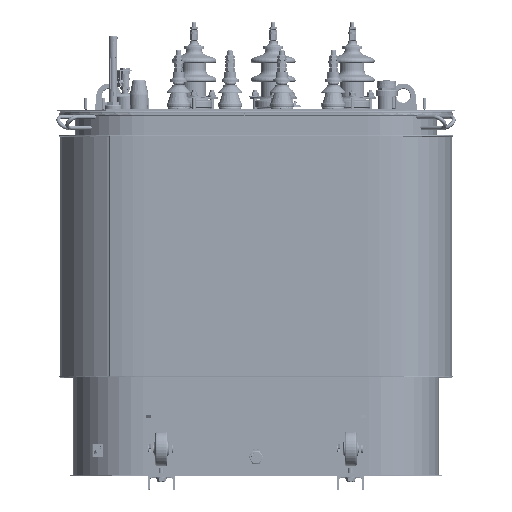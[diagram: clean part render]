
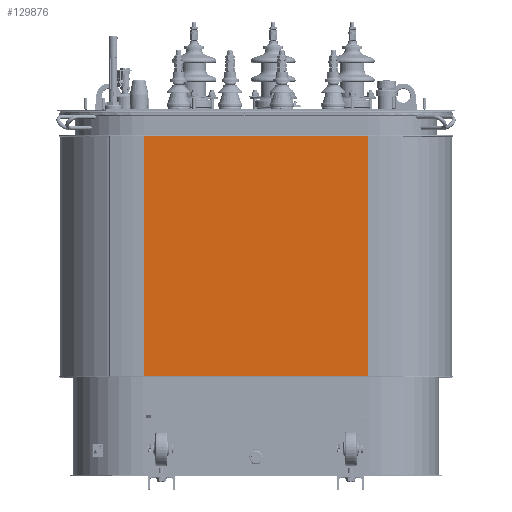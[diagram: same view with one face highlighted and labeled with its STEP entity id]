
A CAD part, top view. The second image highlights one B-rep face of the part: STEP entity #129876.
In plain terms, the highlighted planar face has unit normal (0, 0, -1).
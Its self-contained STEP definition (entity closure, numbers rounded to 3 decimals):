
#13919=LINE('',#251540,#22283);
#13920=LINE('',#251544,#22284);
#13921=LINE('',#251546,#22285);
#13922=LINE('',#251547,#22286);
#22283=VECTOR('',#169237,700.);
#22284=VECTOR('',#169242,650.);
#22285=VECTOR('',#169243,700.);
#22286=VECTOR('',#169244,650.);
#26931=PLANE('',#140257);
#36563=FACE_OUTER_BOUND('',#46204,.T.);
#46204=EDGE_LOOP('',(#113685,#113686,#113687,#113688));
#62158=VERTEX_POINT('',#251537);
#62159=VERTEX_POINT('',#251539);
#62160=VERTEX_POINT('',#251543);
#62161=VERTEX_POINT('',#251545);
#79199=EDGE_CURVE('',#62158,#62159,#13919,.T.);
#79201=EDGE_CURVE('',#62160,#62158,#13920,.T.);
#79202=EDGE_CURVE('',#62160,#62161,#13921,.T.);
#79203=EDGE_CURVE('',#62161,#62159,#13922,.T.);
#113685=ORIENTED_EDGE('',*,*,#79201,.F.);
#113686=ORIENTED_EDGE('',*,*,#79202,.T.);
#113687=ORIENTED_EDGE('',*,*,#79203,.T.);
#113688=ORIENTED_EDGE('',*,*,#79199,.F.);
#129876=ADVANCED_FACE('',(#36563),#26931,.F.);
#140257=AXIS2_PLACEMENT_3D('',#251542,#169240,#169241);
#169237=DIRECTION('',(0.,1.,0.));
#169240=DIRECTION('center_axis',(0.,0.,1.));
#169241=DIRECTION('ref_axis',(1.,0.,0.));
#169242=DIRECTION('',(1.,0.,0.));
#169243=DIRECTION('',(0.,1.,0.));
#169244=DIRECTION('',(1.,0.,0.));
#251537=CARTESIAN_POINT('',(325.,285.,381.5));
#251539=CARTESIAN_POINT('',(325.,985.,381.5));
#251540=CARTESIAN_POINT('',(325.,285.,381.5));
#251542=CARTESIAN_POINT('Origin',(-325.,285.,381.5));
#251543=CARTESIAN_POINT('',(-325.,285.,381.5));
#251544=CARTESIAN_POINT('',(-325.,285.,381.5));
#251545=CARTESIAN_POINT('',(-325.,985.,381.5));
#251546=CARTESIAN_POINT('',(-325.,285.,381.5));
#251547=CARTESIAN_POINT('',(-325.,985.,381.5));
